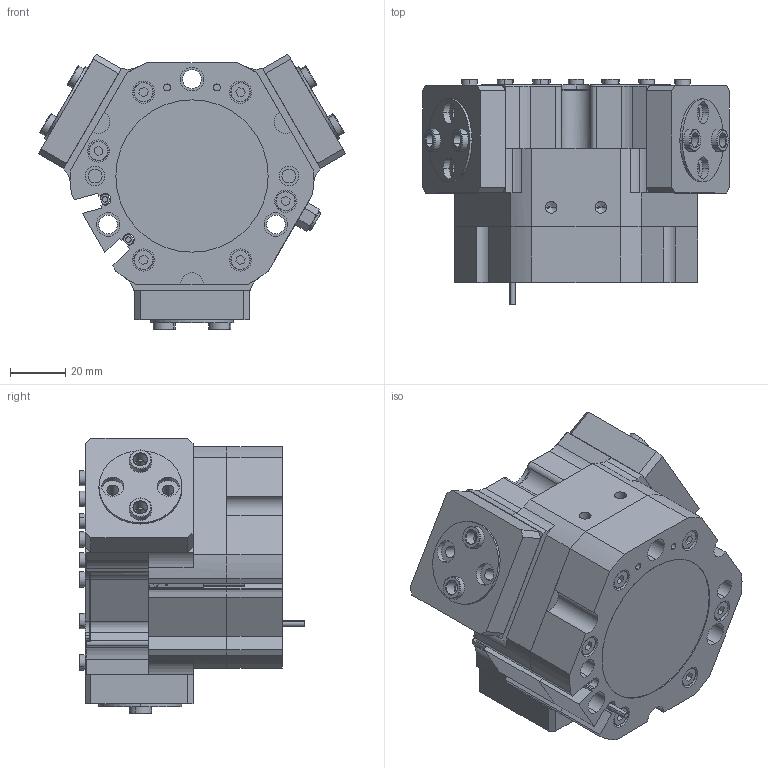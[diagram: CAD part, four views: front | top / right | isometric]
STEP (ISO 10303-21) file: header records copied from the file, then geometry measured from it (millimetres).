
FILE_DESCRIPTION (( 'STEP AP203' ), '1' );
FILE_NAME ('TZF55-NC.STEP', '2026-03-27T07:41:56', ( '' ), ( '' ), 'SwSTEP 2.0', 'SolidWorks 2018', '' );
FILE_SCHEMA (( 'CONFIG_CONTROL_DESIGN' ));
Length unit declared in the file: millimetre
Products named in the file (12): TZF55-M-01 褲极; 棠羲換覜ん; TZF55-NC; TZF55-M-06 忒硌薊极-1; FZ55-100-NC-01 赻坶菁裔啣; 内六角圆柱头螺钉[GBT70_1-2008][M4×20]; ﾏ擎ﾗ8｡ﾁ5｡ﾁ5; BSLMM5; TZF55-M-05 耜猾极; 25x10-R5; 錨璃3; TZF55-M-06 笢猾啣
Assembly tree (40 placements, depth 2):
  TZF55-NC
    TZF55-M-01 褲极
    TZF55-M-05 耜猾极  x3
    TZF55-M-06 忒硌薊极-1  x3
    TZF55-M-06 笢猾啣
    錨璃3  x15
    BSLMM5
    25x10-R5
    棠羲換覜ん  x2
    FZ55-100-NC-01 赻坶菁裔啣
    内六角圆柱头螺钉[GBT70_1-2008][M4×20]  x6
    ﾏ擎ﾗ8｡ﾁ5｡ﾁ5  x6
Bounding box: 110.82 x 81.23 x 99.47 mm (x, y, z)
Volume: 357350.6 mm3; surface area: 101476.7 mm2
Topology: 40 solids, 40 shells, 1442 faces, 3612 edges, 2322 vertices
Faces by surface type: plane 631, cylinder 484, bspline 155, cone 144, torus 26, sphere 2
Entity records: 40885 total; most frequent: CARTESIAN_POINT 12395, ORIENTED_EDGE 5658, DIRECTION 5167, EDGE_CURVE 2829, VERTEX_POINT 1858, LINE 1727, VECTOR 1727, AXIS2_PLACEMENT_3D 1720
